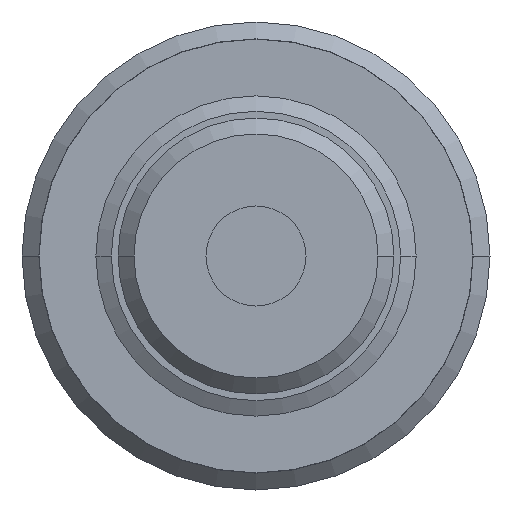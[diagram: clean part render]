
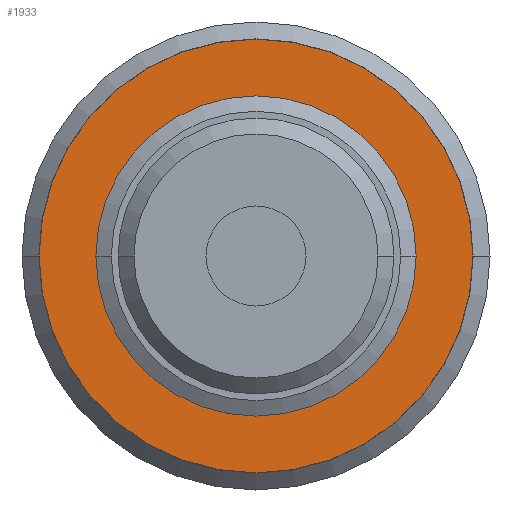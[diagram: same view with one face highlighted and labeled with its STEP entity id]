
A CAD part, left-side view. The second image highlights one B-rep face of the part: STEP entity #1933.
In plain terms, the highlighted planar face has unit normal (-1, 0, 0).
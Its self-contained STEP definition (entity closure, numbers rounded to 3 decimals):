
#791=CARTESIAN_POINT('',(-27.4,0.,0.));
#792=DIRECTION('',(-1.,0.,0.));
#793=DIRECTION('',(0.,1.,0.));
#794=AXIS2_PLACEMENT_3D('',#791,#792,#793);
#796=CARTESIAN_POINT('',(-27.4,0.,0.));
#797=DIRECTION('',(1.,0.,0.));
#798=DIRECTION('',(0.,1.,0.));
#799=AXIS2_PLACEMENT_3D('',#796,#797,#798);
#805=CARTESIAN_POINT('',(-27.4,0.,0.));
#806=DIRECTION('',(1.,0.,0.));
#807=DIRECTION('',(0.,1.,0.));
#808=AXIS2_PLACEMENT_3D('',#805,#806,#807);
#814=CARTESIAN_POINT('',(-27.4,0.,0.));
#815=DIRECTION('',(-1.,0.,0.));
#816=DIRECTION('',(0.,1.,0.));
#817=AXIS2_PLACEMENT_3D('',#814,#815,#816);
#987=CARTESIAN_POINT('',(-27.4,7.605,0.));
#989=VERTEX_POINT('',#987);
#991=CARTESIAN_POINT('',(-27.4,-7.605,0.));
#993=VERTEX_POINT('',#991);
#995=CARTESIAN_POINT('',(-27.4,10.3,0.));
#996=CARTESIAN_POINT('',(-27.4,-10.3,0.));
#997=VERTEX_POINT('',#995);
#998=VERTEX_POINT('',#996);
#1918=CARTESIAN_POINT('',(-27.4,0.,0.));
#1919=DIRECTION('',(-1.,0.,0.));
#1920=DIRECTION('',(0.,1.,0.));
#1921=AXIS2_PLACEMENT_3D('',#1918,#1919,#1920);
#1922=PLANE('',#1921);
#1923=ORIENTED_EDGE('',*,*,#1884,.F.);
#1924=ORIENTED_EDGE('',*,*,#1905,.T.);
#1925=EDGE_LOOP('',(#1923,#1924));
#1926=FACE_OUTER_BOUND('',#1925,.F.);
#1928=ORIENTED_EDGE('',*,*,#1927,.F.);
#1930=ORIENTED_EDGE('',*,*,#1929,.T.);
#1931=EDGE_LOOP('',(#1928,#1930));
#1932=FACE_BOUND('',#1931,.F.);
#1933=ADVANCED_FACE('',(#1926,#1932),#1922,.T.);
#795=CIRCLE('',#794,10.3);
#800=CIRCLE('',#799,10.3);
#809=CIRCLE('',#808,7.605);
#818=CIRCLE('',#817,7.605);
#1884=EDGE_CURVE('',#997,#998,#795,.T.);
#1905=EDGE_CURVE('',#997,#998,#800,.T.);
#1927=EDGE_CURVE('',#989,#993,#809,.T.);
#1929=EDGE_CURVE('',#989,#993,#818,.T.);
